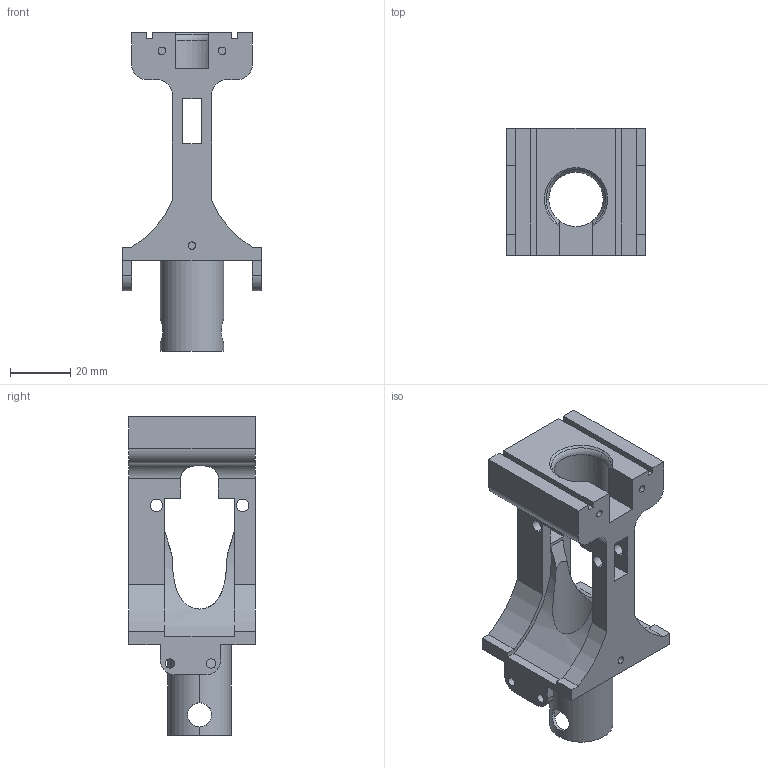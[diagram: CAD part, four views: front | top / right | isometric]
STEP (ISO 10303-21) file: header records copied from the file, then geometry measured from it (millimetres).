
FILE_DESCRIPTION (( 'STEP AP214' ), '1' );
FILE_NAME ('枪管__铝质z.STEP', '2022-03-29T16:31:04', ( '' ), ( '' ), 'SwSTEP 2.0', 'SolidWorks 2021', '' );
FILE_SCHEMA (( 'AUTOMOTIVE_DESIGN' ));
Length unit declared in the file: millimetre
Products named in the file (1): Л奪__臏窐z
Bounding box: 46 x 42 x 105.54 mm (x, y, z)
Volume: 47876.1 mm3; surface area: 21804.2 mm2
Topology: 1 solids, 1 shells, 123 faces, 366 edges, 240 vertices
Faces by surface type: plane 63, cylinder 54, torus 3, cone 3
Entity records: 4871 total; most frequent: CARTESIAN_POINT 1288, ORIENTED_EDGE 732, DIRECTION 696, EDGE_CURVE 366, VERTEX_POINT 240, AXIS2_PLACEMENT_3D 234, LINE 228, VECTOR 228
